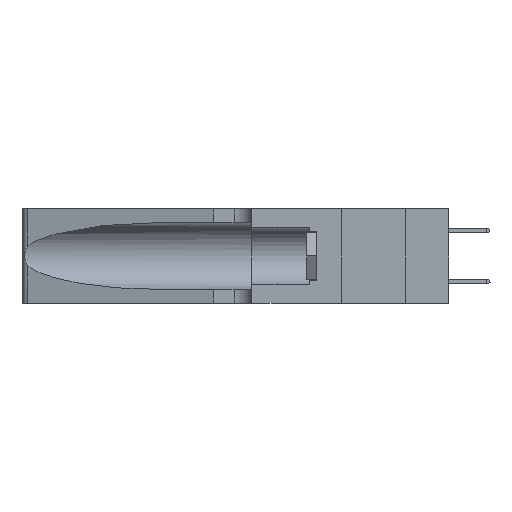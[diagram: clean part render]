
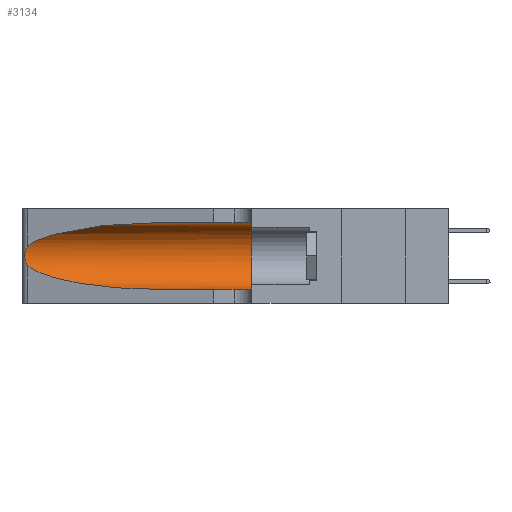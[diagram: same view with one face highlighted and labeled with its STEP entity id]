
A CAD part, left-side view. The second image highlights one B-rep face of the part: STEP entity #3134.
In plain terms, the highlighted cylindrical face has radius 3.308 mm (diameter 6.617 mm), a partial arc.
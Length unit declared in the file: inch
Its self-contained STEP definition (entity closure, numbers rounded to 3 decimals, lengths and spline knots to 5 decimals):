
#308 = CARTESIAN_POINT ( 'NONE',  ( 0.18966, 0.96281, 0.05475 ) ) ;
#1800 = CARTESIAN_POINT ( 'NONE',  ( 0.25555, 1.22994, 0.2215 ) ) ;
#1924 = ORIENTED_EDGE ( 'NONE', *, *, #17017, .F. ) ;
#2581 = VECTOR ( 'NONE', #30249, 39.37008 ) ;
#2696 = EDGE_LOOP ( 'NONE', ( #18640, #12731, #14722, #28708, #11788, #1924 ) ) ;
#3134 = ADVANCED_FACE ( 'NONE', ( #36101 ), #43243, .F. ) ;
#5342 = CARTESIAN_POINT ( 'NONE',  ( 0.25787, 1.23484, 0.2124 ) ) ;
#6255 = CARTESIAN_POINT ( 'NONE',  ( 0.2373, 1.15595, 0.28018 ) ) ;
#6397 = CARTESIAN_POINT ( 'NONE',  ( 0.1305, 1.61858, 0.185 ) ) ;
#6446 = CARTESIAN_POINT ( 'NONE',  ( 0.1305, 1.61858, 0.05475 ) ) ;
#8092 = VECTOR ( 'NONE', #27709, 39.37008 ) ;
#8788 = CARTESIAN_POINT ( 'NONE',  ( 0.25487, 1.22718, 0.14631 ) ) ;
#8918 = CARTESIAN_POINT ( 'NONE',  ( 0.26018, 1.23835, 0.19895 ) ) ;
#9292 = VERTEX_POINT ( 'NONE', #8788 ) ;
#9995 = DIRECTION ( 'NONE',  ( 0., -1., 0. ) ) ;
#10921 = CARTESIAN_POINT ( 'NONE',  ( 0.1305, 0.72297, 0.05475 ) ) ;
#11788 = ORIENTED_EDGE ( 'NONE', *, *, #23388, .F. ) ;
#12026 = LINE ( 'NONE', #33805, #2581 ) ;
#12128 = VERTEX_POINT ( 'NONE', #21114 ) ;
#12523 = CARTESIAN_POINT ( 'NONE',  ( 0.26075, 1.23896, 0.178 ) ) ;
#12731 = ORIENTED_EDGE ( 'NONE', *, *, #39166, .T. ) ;
#14722 = ORIENTED_EDGE ( 'NONE', *, *, #35152, .T. ) ;
#16080 = CARTESIAN_POINT ( 'NONE',  ( 0.25856, 1.23593, 0.16098 ) ) ;
#17017 = EDGE_CURVE ( 'NONE', #40113, #37089, #12026, .T. ) ;
#17509 = DIRECTION ( 'NONE',  ( 0., 1., 0. ) ) ;
#18640 = ORIENTED_EDGE ( 'NONE', *, *, #44904, .T. ) ;
#19632 = CARTESIAN_POINT ( 'NONE',  ( 0.25639, 1.23186, 0.15144 ) ) ;
#20190 =( BOUNDED_CURVE ( )  B_SPLINE_CURVE ( 3, ( #20397, #41506, #6255, #31094 ),
 .UNSPECIFIED., .F., .F. ) 
 B_SPLINE_CURVE_WITH_KNOTS ( ( 4, 4 ),
 ( 1.5708, 2.84003 ),
 .UNSPECIFIED. ) 
 CURVE ( )  GEOMETRIC_REPRESENTATION_ITEM ( )  RATIONAL_B_SPLINE_CURVE ( ( 1., 0.87, 0.87, 1. ) ) 
 REPRESENTATION_ITEM ( '' )  );
#20397 = CARTESIAN_POINT ( 'NONE',  ( 0.1305, 0.72297, 0.31525 ) ) ;
#21114 = CARTESIAN_POINT ( 'NONE',  ( 0.25487, 1.22718, 0.22369 ) ) ;
#21545 = CARTESIAN_POINT ( 'NONE',  ( 0.25487, 1.22718, 0.14631 ) ) ;
#23183 = CARTESIAN_POINT ( 'NONE',  ( 0.25487, 1.22718, 0.14631 ) ) ;
#23388 = EDGE_CURVE ( 'NONE', #37089, #27664, #38272, .T. ) ;
#24758 = AXIS2_PLACEMENT_3D ( 'NONE', #38614, #17509, #42168 ) ;
#24983 = CARTESIAN_POINT ( 'NONE',  ( 0.1305, 0.72297, 0.31525 ) ) ;
#25096 = CARTESIAN_POINT ( 'NONE',  ( 0.1305, 0.72297, 0.05475 ) ) ;
#26609 = CARTESIAN_POINT ( 'NONE',  ( 0.25639, 1.23184, 0.21858 ) ) ;
#27664 = VERTEX_POINT ( 'NONE', #37414 ) ;
#27709 = DIRECTION ( 'NONE',  ( 0., -1., 0. ) ) ;
#28427 = B_SPLINE_CURVE_WITH_KNOTS ( 'NONE', 3,
 ( #44110, #1800, #26609, #5342, #30174, #8918, #33731, #12523, #37221, #16080, #40733, #19632, #44264, #23183 ),
 .UNSPECIFIED., .F., .F.,
 ( 4, 2, 2, 2, 2, 2, 4 ),
 ( 0., 0.00027, 0.00053, 0.00107, 0.0016, 0.00187, 0.00214 ),
 .UNSPECIFIED. ) ;
#28708 = ORIENTED_EDGE ( 'NONE', *, *, #37498, .T. ) ;
#30174 = CARTESIAN_POINT ( 'NONE',  ( 0.25854, 1.2359, 0.20912 ) ) ;
#30249 = DIRECTION ( 'NONE',  ( 0., -1., 0. ) ) ;
#31094 = CARTESIAN_POINT ( 'NONE',  ( 0.25487, 1.22718, 0.22369 ) ) ;
#33731 = CARTESIAN_POINT ( 'NONE',  ( 0.26075, 1.23896, 0.19203 ) ) ;
#33805 = CARTESIAN_POINT ( 'NONE',  ( 0.1305, 1.61858, 0.31525 ) ) ;
#34771 = DIRECTION ( 'NONE',  ( 0., 0., -1. ) ) ;
#35152 = EDGE_CURVE ( 'NONE', #9292, #38348, #44755, .T. ) ;
#36101 = FACE_OUTER_BOUND ( 'NONE', #2696, .T. ) ;
#36329 = LINE ( 'NONE', #6446, #8092 ) ;
#37089 = VERTEX_POINT ( 'NONE', #39559 ) ;
#37221 = CARTESIAN_POINT ( 'NONE',  ( 0.26017, 1.23833, 0.17102 ) ) ;
#37414 = CARTESIAN_POINT ( 'NONE',  ( 0.1305, 0.35, 0.05475 ) ) ;
#37498 = EDGE_CURVE ( 'NONE', #38348, #27664, #36329, .T. ) ;
#38272 = CIRCLE ( 'NONE', #24758, 0.13025 ) ;
#38348 = VERTEX_POINT ( 'NONE', #10921 ) ;
#38614 = CARTESIAN_POINT ( 'NONE',  ( 0.1305, 0.35, 0.185 ) ) ;
#38694 = AXIS2_PLACEMENT_3D ( 'NONE', #6397, #9995, #34771 ) ;
#39166 = EDGE_CURVE ( 'NONE', #12128, #9292, #28427, .T. ) ;
#39559 = CARTESIAN_POINT ( 'NONE',  ( 0.1305, 0.35, 0.31525 ) ) ;
#40113 = VERTEX_POINT ( 'NONE', #24983 ) ;
#40733 = CARTESIAN_POINT ( 'NONE',  ( 0.25789, 1.23486, 0.15765 ) ) ;
#41506 = CARTESIAN_POINT ( 'NONE',  ( 0.18966, 0.96281, 0.31525 ) ) ;
#42168 = DIRECTION ( 'NONE',  ( 0., 0., 1. ) ) ;
#42635 = CARTESIAN_POINT ( 'NONE',  ( 0.2373, 1.15595, 0.08982 ) ) ;
#43243 = CYLINDRICAL_SURFACE ( 'NONE', #38694, 0.13025 ) ;
#44110 = CARTESIAN_POINT ( 'NONE',  ( 0.25487, 1.22718, 0.22369 ) ) ;
#44264 = CARTESIAN_POINT ( 'NONE',  ( 0.25555, 1.22993, 0.14849 ) ) ;
#44755 =( BOUNDED_CURVE ( )  B_SPLINE_CURVE ( 3, ( #21545, #42635, #308, #25096 ),
 .UNSPECIFIED., .F., .F. ) 
 B_SPLINE_CURVE_WITH_KNOTS ( ( 4, 4 ),
 ( 3.44316, 4.71239 ),
 .UNSPECIFIED. ) 
 CURVE ( )  GEOMETRIC_REPRESENTATION_ITEM ( )  RATIONAL_B_SPLINE_CURVE ( ( 1., 0.87, 0.87, 1. ) ) 
 REPRESENTATION_ITEM ( '' )  );
#44904 = EDGE_CURVE ( 'NONE', #40113, #12128, #20190, .T. ) ;
